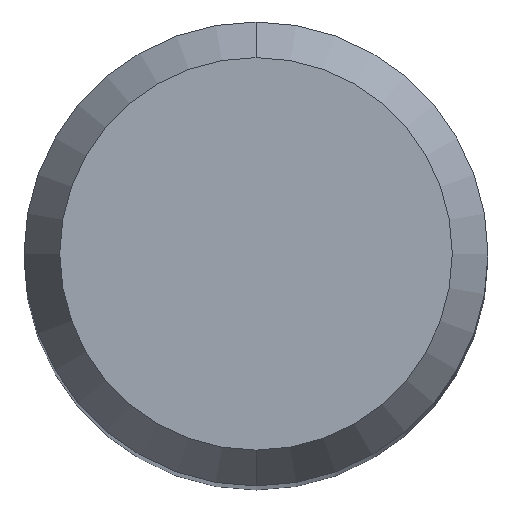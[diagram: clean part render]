
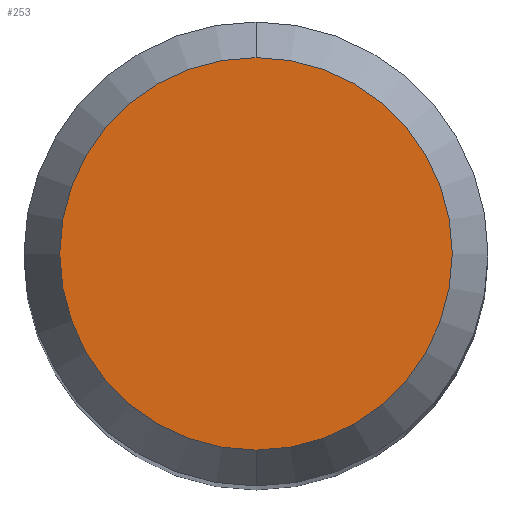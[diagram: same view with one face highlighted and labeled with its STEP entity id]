
A CAD part, top view. The second image highlights one B-rep face of the part: STEP entity #253.
In plain terms, the highlighted planar face has unit normal (0, 0, 1).
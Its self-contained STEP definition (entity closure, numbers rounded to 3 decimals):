
#211=EDGE_CURVE('',#303,#305,#491,.T.);
#253=ADVANCED_FACE('',(#538),#539,.T.);
#303=VERTEX_POINT('',#595);
#305=VERTEX_POINT('',#597);
#327=EDGE_CURVE('',#305,#303,#619,.T.);
#491=CIRCLE('',#874,2.538);
#538=FACE_OUTER_BOUND('',#946,.T.);
#539=PLANE('',#947);
#595=CARTESIAN_POINT('',(0.0,2.538,29.74));
#597=CARTESIAN_POINT('',(0.,-2.538,29.74));
#619=CIRCLE('',#1159,2.538);
#874=AXIS2_PLACEMENT_3D('',#1403,#1404,#1405);
#946=EDGE_LOOP('',(#1465,#1466));
#947=AXIS2_PLACEMENT_3D('',#1467,#1468,#1469);
#1159=AXIS2_PLACEMENT_3D('',#1543,#1544,#1545);
#1403=CARTESIAN_POINT('',(0.0,0.0,29.74));
#1404=DIRECTION('',(0.0,0.0,-1.0));
#1405=DIRECTION('',(0.0,1.0,0.0));
#1465=ORIENTED_EDGE('',*,*,#211,.F.);
#1466=ORIENTED_EDGE('',*,*,#327,.F.);
#1467=CARTESIAN_POINT('',(0.0,1.269,29.74));
#1468=DIRECTION('',(-0.0,0.0,1.0));
#1469=DIRECTION('',(0.0,-1.0,0.0));
#1543=CARTESIAN_POINT('',(0.0,0.0,29.74));
#1544=DIRECTION('',(0.0,0.0,-1.0));
#1545=DIRECTION('',(0.0,1.0,0.0));
